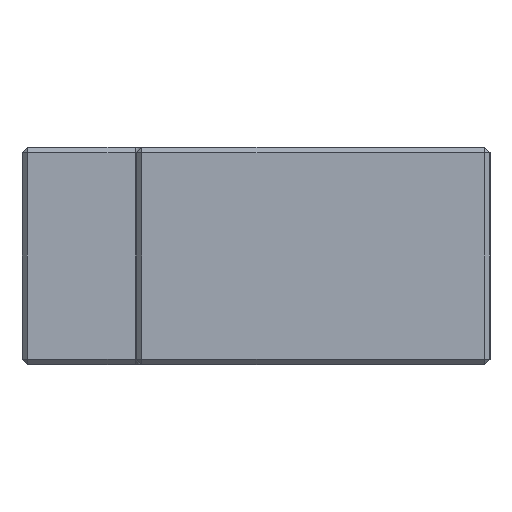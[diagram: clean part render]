
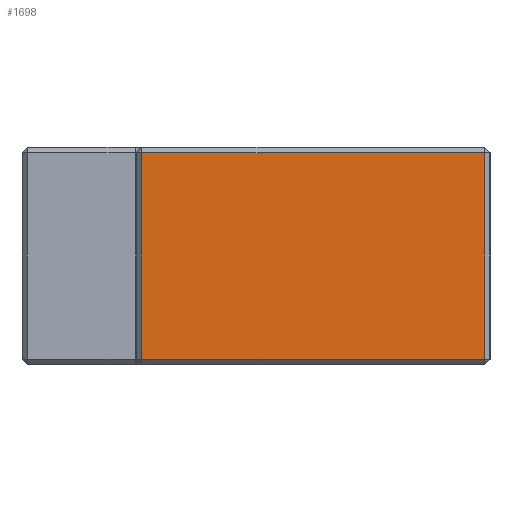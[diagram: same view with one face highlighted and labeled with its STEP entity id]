
A CAD part, left-side view. The second image highlights one B-rep face of the part: STEP entity #1698.
In plain terms, the highlighted planar face has unit normal (-1, 0, 0).
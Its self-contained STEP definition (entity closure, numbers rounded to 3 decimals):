
#320 = VERTEX_POINT ( 'NONE', #1918 ) ;
#431 = CARTESIAN_POINT ( 'NONE',  ( -30., 7., -9.5 ) ) ;
#809 = CARTESIAN_POINT ( 'NONE',  ( -30., -24.5, -9.5 ) ) ;
#1237 = VECTOR ( 'NONE', #3890, 1000. ) ;
#1698 = ADVANCED_FACE ( 'NONE', ( #4164 ), #3625, .F. ) ;
#1918 = CARTESIAN_POINT ( 'NONE',  ( -30., 7., 9.5 ) ) ;
#2067 = ORIENTED_EDGE ( 'NONE', *, *, #3799, .T. ) ;
#2125 = VECTOR ( 'NONE', #3578, 1000. ) ;
#2460 = LINE ( 'NONE', #3885, #1237 ) ;
#2609 = LINE ( 'NONE', #4329, #6398 ) ;
#2857 = EDGE_LOOP ( 'NONE', ( #3594, #6050, #3437, #2067 ) ) ;
#3086 = VECTOR ( 'NONE', #4554, 1000. ) ;
#3225 = CARTESIAN_POINT ( 'NONE',  ( -30., -24.5, 9.5 ) ) ;
#3437 = ORIENTED_EDGE ( 'NONE', *, *, #3751, .T. ) ;
#3578 = DIRECTION ( 'NONE',  ( 0., 1., 0. ) ) ;
#3592 = CARTESIAN_POINT ( 'NONE',  ( -30., -25., 9.5 ) ) ;
#3594 = ORIENTED_EDGE ( 'NONE', *, *, #3685, .T. ) ;
#3625 = PLANE ( 'NONE',  #5302 ) ;
#3632 = DIRECTION ( 'NONE',  ( 1., 0., 0. ) ) ;
#3645 = DIRECTION ( 'NONE',  ( 0., 0., -1. ) ) ;
#3685 = EDGE_CURVE ( 'NONE', #320, #4263, #5441, .T. ) ;
#3713 = EDGE_CURVE ( 'NONE', #4263, #6195, #2609, .T. ) ;
#3751 = EDGE_CURVE ( 'NONE', #6195, #6042, #2460, .T. ) ;
#3799 = EDGE_CURVE ( 'NONE', #6042, #320, #6105, .T. ) ;
#3885 = CARTESIAN_POINT ( 'NONE',  ( -30., -24.5, 10. ) ) ;
#3890 = DIRECTION ( 'NONE',  ( 0., 0., 1. ) ) ;
#4164 = FACE_OUTER_BOUND ( 'NONE', #2857, .T. ) ;
#4263 = VERTEX_POINT ( 'NONE', #431 ) ;
#4329 = CARTESIAN_POINT ( 'NONE',  ( -30., -25., -9.5 ) ) ;
#4351 = DIRECTION ( 'NONE',  ( 0., -1., 0. ) ) ;
#4391 = CARTESIAN_POINT ( 'NONE',  ( -30., 7., 10. ) ) ;
#4554 = DIRECTION ( 'NONE',  ( 0., 0., -1. ) ) ;
#5302 = AXIS2_PLACEMENT_3D ( 'NONE', #6363, #3632, #3645 ) ;
#5441 = LINE ( 'NONE', #4391, #3086 ) ;
#6042 = VERTEX_POINT ( 'NONE', #3225 ) ;
#6050 = ORIENTED_EDGE ( 'NONE', *, *, #3713, .T. ) ;
#6105 = LINE ( 'NONE', #3592, #2125 ) ;
#6195 = VERTEX_POINT ( 'NONE', #809 ) ;
#6363 = CARTESIAN_POINT ( 'NONE',  ( -30., -25., 10. ) ) ;
#6398 = VECTOR ( 'NONE', #4351, 1000. ) ;
